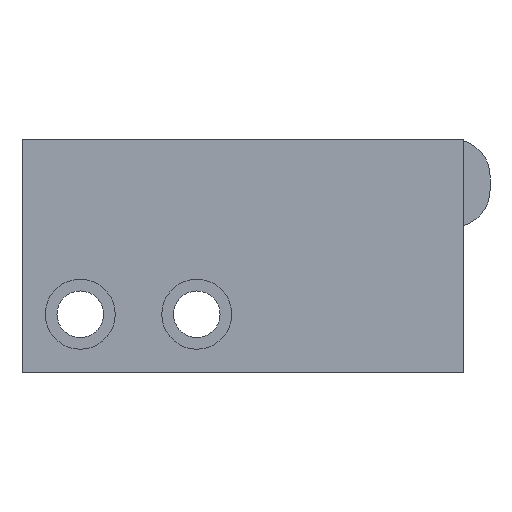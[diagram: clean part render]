
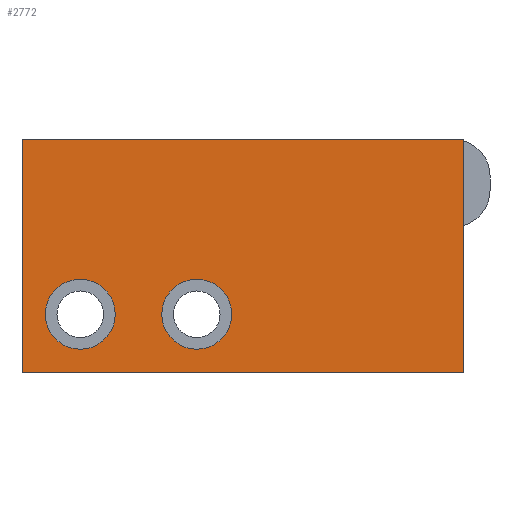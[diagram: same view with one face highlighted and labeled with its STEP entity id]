
A CAD part, front view. The second image highlights one B-rep face of the part: STEP entity #2772.
In plain terms, the highlighted planar face has unit normal (0, -1, 0).
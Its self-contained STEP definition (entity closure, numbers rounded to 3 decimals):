
#10 = CIRCLE ( 'NONE', #2400, 1.2 ) ;
#11 = FACE_OUTER_BOUND ( 'NONE', #3002, .T. ) ;
#99 = DIRECTION ( 'NONE',  ( 0., -1., 0. ) ) ;
#132 = LINE ( 'NONE', #186, #3109 ) ;
#165 = ORIENTED_EDGE ( 'NONE', *, *, #630, .F. ) ;
#186 = CARTESIAN_POINT ( 'NONE',  ( -12.3, 0., -5. ) ) ;
#230 = CARTESIAN_POINT ( 'NONE',  ( 2.867, 0., -5. ) ) ;
#243 = EDGE_LOOP ( 'NONE', ( #165, #2120 ) ) ;
#250 = DIRECTION ( 'NONE',  ( -1., 0., 0. ) ) ;
#315 = EDGE_CURVE ( 'NONE', #2151, #1707, #1894, .T. ) ;
#337 = VERTEX_POINT ( 'NONE', #2710 ) ;
#351 = DIRECTION ( 'NONE',  ( 0., 0., -1. ) ) ;
#354 = EDGE_CURVE ( 'NONE', #337, #2526, #1344, .T. ) ;
#356 = CARTESIAN_POINT ( 'NONE',  ( -12.3, 0., -5. ) ) ;
#391 = CARTESIAN_POINT ( 'NONE',  ( 2.867, 0., 3. ) ) ;
#477 = CARTESIAN_POINT ( 'NONE',  ( 2.867, 0., 3. ) ) ;
#478 = DIRECTION ( 'NONE',  ( 0., -1., 0. ) ) ;
#552 = EDGE_CURVE ( 'NONE', #1707, #2151, #10, .T. ) ;
#630 = EDGE_CURVE ( 'NONE', #2526, #337, #1056, .T. ) ;
#641 = CARTESIAN_POINT ( 'NONE',  ( -6.3, 0., -3. ) ) ;
#644 = EDGE_CURVE ( 'NONE', #2989, #1512, #1845, .T. ) ;
#715 = AXIS2_PLACEMENT_3D ( 'NONE', #3287, #1459, #351 ) ;
#784 = CARTESIAN_POINT ( 'NONE',  ( -10.3, 0., -3. ) ) ;
#839 = LINE ( 'NONE', #2929, #1372 ) ;
#951 = VECTOR ( 'NONE', #250, 1000. ) ;
#994 = EDGE_CURVE ( 'NONE', #1512, #1826, #2595, .T. ) ;
#1056 = CIRCLE ( 'NONE', #1522, 1.2 ) ;
#1059 = PLANE ( 'NONE',  #1754 ) ;
#1102 = DIRECTION ( 'NONE',  ( -1., 0., 0. ) ) ;
#1106 = CARTESIAN_POINT ( 'NONE',  ( -6.3, 0., -4.2 ) ) ;
#1168 = DIRECTION ( 'NONE',  ( 0., 0., -1. ) ) ;
#1184 = EDGE_CURVE ( 'NONE', #1492, #1826, #132, .T. ) ;
#1211 = DIRECTION ( 'NONE',  ( 0., 0., -1. ) ) ;
#1344 = CIRCLE ( 'NONE', #715, 1.2 ) ;
#1372 = VECTOR ( 'NONE', #2915, 1000. ) ;
#1459 = DIRECTION ( 'NONE',  ( 0., -1., 0. ) ) ;
#1492 = VERTEX_POINT ( 'NONE', #1562 ) ;
#1512 = VERTEX_POINT ( 'NONE', #230 ) ;
#1522 = AXIS2_PLACEMENT_3D ( 'NONE', #784, #1860, #3167 ) ;
#1527 = ORIENTED_EDGE ( 'NONE', *, *, #315, .F. ) ;
#1562 = CARTESIAN_POINT ( 'NONE',  ( -12.3, 0., 3. ) ) ;
#1639 = ORIENTED_EDGE ( 'NONE', *, *, #994, .F. ) ;
#1707 = VERTEX_POINT ( 'NONE', #1911 ) ;
#1747 = DIRECTION ( 'NONE',  ( 0., 0., -1. ) ) ;
#1754 = AXIS2_PLACEMENT_3D ( 'NONE', #477, #2136, #1102 ) ;
#1770 = EDGE_CURVE ( 'NONE', #1492, #2989, #839, .T. ) ;
#1791 = CARTESIAN_POINT ( 'NONE',  ( -6.3, 0., -3. ) ) ;
#1812 = ORIENTED_EDGE ( 'NONE', *, *, #1770, .F. ) ;
#1826 = VERTEX_POINT ( 'NONE', #356 ) ;
#1845 = LINE ( 'NONE', #2357, #2818 ) ;
#1860 = DIRECTION ( 'NONE',  ( 0., -1., 0. ) ) ;
#1894 = CIRCLE ( 'NONE', #2009, 1.2 ) ;
#1911 = CARTESIAN_POINT ( 'NONE',  ( -6.3, 0., -1.8 ) ) ;
#2009 = AXIS2_PLACEMENT_3D ( 'NONE', #641, #99, #1168 ) ;
#2120 = ORIENTED_EDGE ( 'NONE', *, *, #354, .F. ) ;
#2136 = DIRECTION ( 'NONE',  ( 0., 1., 0. ) ) ;
#2151 = VERTEX_POINT ( 'NONE', #1106 ) ;
#2286 = CARTESIAN_POINT ( 'NONE',  ( -10.3, 0., -4.2 ) ) ;
#2357 = CARTESIAN_POINT ( 'NONE',  ( 2.867, 0., 3. ) ) ;
#2394 = FACE_BOUND ( 'NONE', #243, .T. ) ;
#2400 = AXIS2_PLACEMENT_3D ( 'NONE', #1791, #478, #1211 ) ;
#2526 = VERTEX_POINT ( 'NONE', #2286 ) ;
#2595 = LINE ( 'NONE', #3163, #951 ) ;
#2634 = ORIENTED_EDGE ( 'NONE', *, *, #1184, .T. ) ;
#2636 = DIRECTION ( 'NONE',  ( 0., 0., -1. ) ) ;
#2710 = CARTESIAN_POINT ( 'NONE',  ( -10.3, 0., -1.8 ) ) ;
#2772 = ADVANCED_FACE ( 'NONE', ( #2394, #2841, #11 ), #1059, .F. ) ;
#2818 = VECTOR ( 'NONE', #2636, 1000. ) ;
#2841 = FACE_BOUND ( 'NONE', #2998, .T. ) ;
#2915 = DIRECTION ( 'NONE',  ( 1., 0., 0. ) ) ;
#2929 = CARTESIAN_POINT ( 'NONE',  ( 2.867, 0., 3. ) ) ;
#2961 = ORIENTED_EDGE ( 'NONE', *, *, #552, .F. ) ;
#2989 = VERTEX_POINT ( 'NONE', #391 ) ;
#2998 = EDGE_LOOP ( 'NONE', ( #1527, #2961 ) ) ;
#3002 = EDGE_LOOP ( 'NONE', ( #1812, #2634, #1639, #3279 ) ) ;
#3109 = VECTOR ( 'NONE', #1747, 1000. ) ;
#3163 = CARTESIAN_POINT ( 'NONE',  ( 2.867, 0., -5. ) ) ;
#3167 = DIRECTION ( 'NONE',  ( 0., 0., -1. ) ) ;
#3279 = ORIENTED_EDGE ( 'NONE', *, *, #644, .F. ) ;
#3287 = CARTESIAN_POINT ( 'NONE',  ( -10.3, 0., -3. ) ) ;
